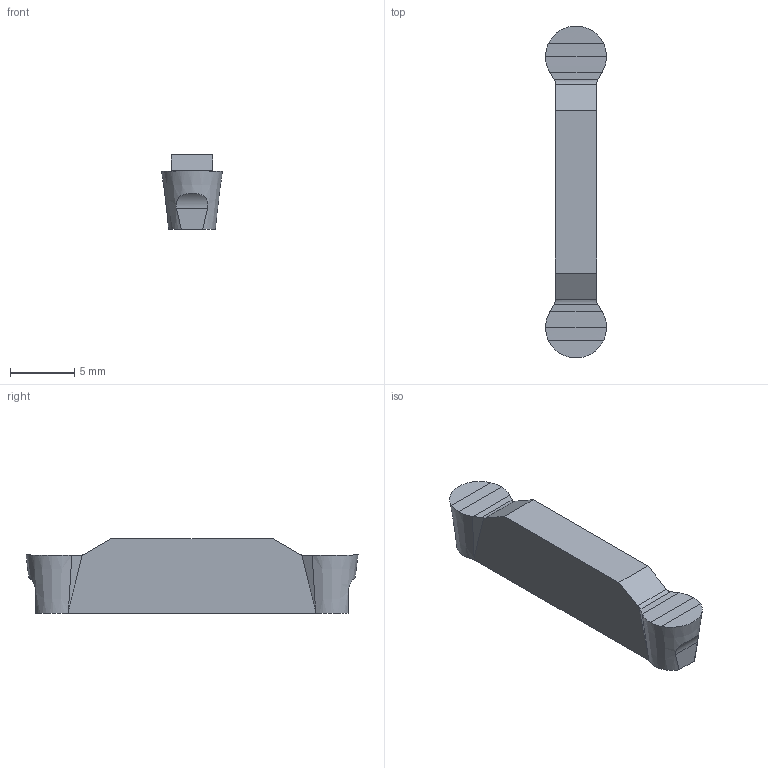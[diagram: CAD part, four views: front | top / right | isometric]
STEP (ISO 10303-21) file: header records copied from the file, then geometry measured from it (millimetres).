
FILE_DESCRIPTION(/* description */ (''),/* implementation_level */ '2;1');
FILE_NAME(/* name */ 'CUT_1.STP',/* time_stamp */ '2024-01-03T10:15:56+01:00',/* author */ (''),/* organization */ ('SMS'),/* preprocessor_version */ 'ST-DEVELOPER v16.7',/* originating_system */ 'SIEMENS PLM Software NX 12.0',/* authorisation */ '');
FILE_SCHEMA (('AUTOMOTIVE_DESIGN { 1 0 10303 214 3 1 1 1 }'));
Length unit declared in the file: millimetre
Products named in the file (1): CUT_1
Bounding box: 4.76 x 25.91 x 5.79 mm (x, y, z)
Volume: 435.7 mm3; surface area: 460.8 mm2
Topology: 1 solids, 1 shells, 28 faces, 79 edges, 55 vertices
Faces by surface type: plane 12, extrusion 12, cone 2, cylinder 2
Entity records: 1343 total; most frequent: CARTESIAN_POINT 638, ORIENTED_EDGE 156, DIRECTION 92, EDGE_CURVE 78, B_SPLINE_CURVE_WITH_KNOTS 53, VERTEX_POINT 52, VECTOR 46, LINE 34
